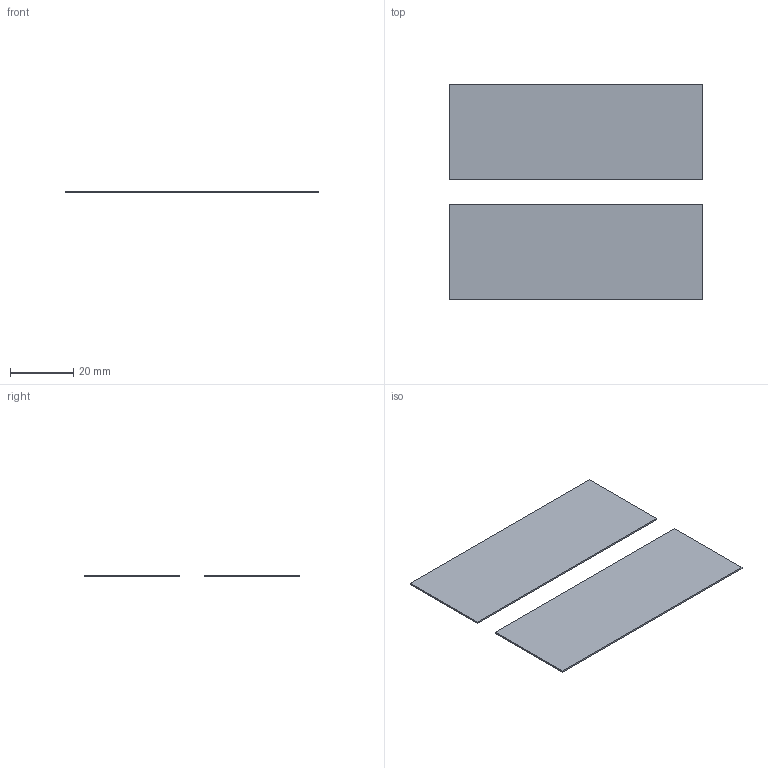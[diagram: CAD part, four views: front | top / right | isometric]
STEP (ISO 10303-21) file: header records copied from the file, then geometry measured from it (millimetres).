
FILE_DESCRIPTION (( 'STEP AP203' ), '1' );
FILE_NAME ('solar sup.par_Défaut_sldprt.STEP', '2024-03-20T04:11:41', ( '' ), ( '' ), 'SwSTEP 2.0', 'SolidWorks 2022', '' );
FILE_SCHEMA (( 'CONFIG_CONTROL_DESIGN' ));
Length unit declared in the file: millimetre
Products named in the file (1): solar sup.par_Défaut_sldprt
Bounding box: 80 x 67.95 x 0.61 mm (x, y, z)
Volume: 2400 mm3; surface area: 9820 mm2
Topology: 2 solids, 2 shells, 12 faces, 24 edges, 16 vertices
Faces by surface type: plane 12
Entity records: 383 total; most frequent: CARTESIAN_POINT 53, DIRECTION 50, ORIENTED_EDGE 48, LINE 24, EDGE_CURVE 24, VECTOR 24, VERTEX_POINT 16, AXIS2_PLACEMENT_3D 13
